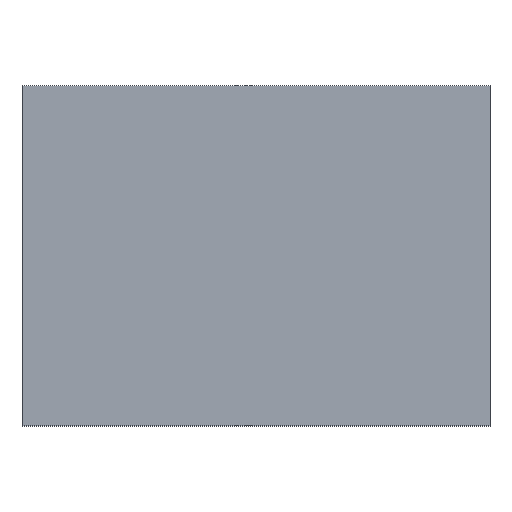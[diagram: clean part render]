
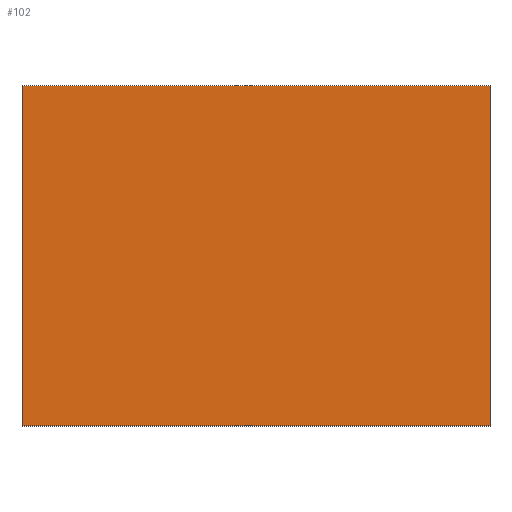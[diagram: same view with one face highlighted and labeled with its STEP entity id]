
A CAD part, top view. The second image highlights one B-rep face of the part: STEP entity #102.
In plain terms, the highlighted planar face has unit normal (0, 0, 1).
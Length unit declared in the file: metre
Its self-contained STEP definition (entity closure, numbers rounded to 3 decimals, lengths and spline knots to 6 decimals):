
#16=ORIENTED_EDGE('',*,*,#40,.F.);
#17=ORIENTED_EDGE('',*,*,#41,.F.);
#18=ORIENTED_EDGE('',*,*,#42,.T.);
#19=ORIENTED_EDGE('',*,*,#43,.T.);
#40=EDGE_CURVE('',#52,#53,#60,.T.);
#41=EDGE_CURVE('',#54,#52,#61,.T.);
#42=EDGE_CURVE('',#54,#55,#62,.T.);
#43=EDGE_CURVE('',#55,#53,#63,.T.);
#52=VERTEX_POINT('',#161);
#53=VERTEX_POINT('',#162);
#54=VERTEX_POINT('',#164);
#55=VERTEX_POINT('',#166);
#60=LINE('',#160,#72);
#61=LINE('',#163,#73);
#62=LINE('',#165,#74);
#63=LINE('',#167,#75);
#72=VECTOR('',#134,1.);
#73=VECTOR('',#135,1.);
#74=VECTOR('',#136,1.);
#75=VECTOR('',#137,1.);
#84=EDGE_LOOP('',(#16,#17,#18,#19));
#90=FACE_BOUND('',#84,.T.);
#96=PLANE('',#123);
#102=ADVANCED_FACE('',(#90),#96,.T.);
#123=AXIS2_PLACEMENT_3D('',#159,#132,#133);
#132=DIRECTION('',(0.,0.,1.));
#133=DIRECTION('',(1.,0.,0.));
#134=DIRECTION('',(0.,-1.,0.));
#135=DIRECTION('',(1.,0.,0.));
#136=DIRECTION('',(0.,-1.,0.));
#137=DIRECTION('',(1.,0.,0.));
#159=CARTESIAN_POINT('',(-0.06985,0.2921,0.84455));
#160=CARTESIAN_POINT('',(0.06985,0.2921,0.84455));
#161=CARTESIAN_POINT('',(0.06985,0.3683,0.84455));
#162=CARTESIAN_POINT('',(0.06985,0.2667,0.84455));
#163=CARTESIAN_POINT('',(-0.06985,0.3683,0.84455));
#164=CARTESIAN_POINT('',(-0.06985,0.3683,0.84455));
#165=CARTESIAN_POINT('',(-0.06985,0.2921,0.84455));
#166=CARTESIAN_POINT('',(-0.06985,0.2667,0.84455));
#167=CARTESIAN_POINT('',(-0.06985,0.2667,0.84455));
